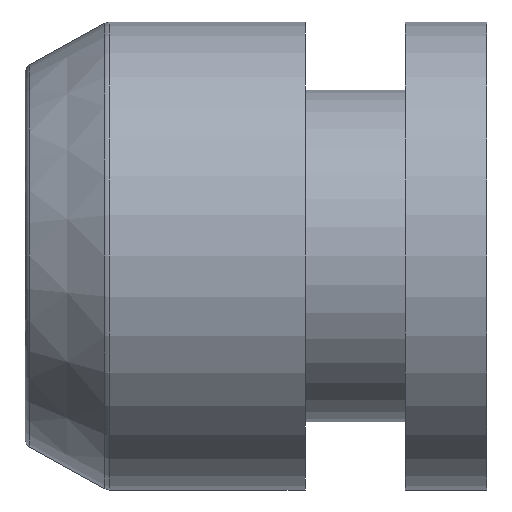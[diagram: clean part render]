
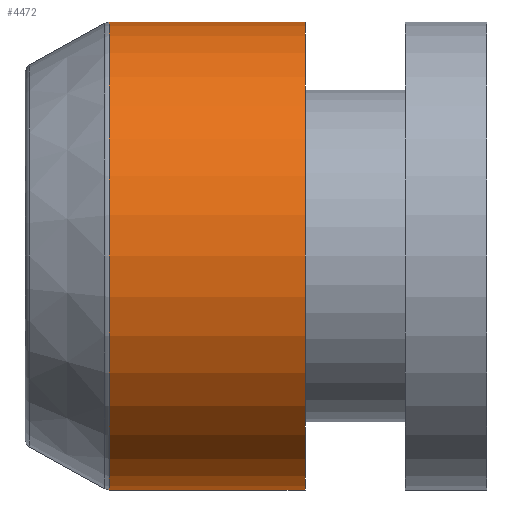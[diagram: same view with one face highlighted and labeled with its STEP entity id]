
A CAD part, left-side view. The second image highlights one B-rep face of the part: STEP entity #4472.
In plain terms, the highlighted cylindrical face has radius 12.877 mm (diameter 25.753 mm), a partial arc.
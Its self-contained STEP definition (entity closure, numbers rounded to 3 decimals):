
#34 = DIRECTION ( 'NONE',  ( 0., 1., 0. ) ) ;
#92 = CARTESIAN_POINT ( 'NONE',  ( -2.828, -13.814, 0. ) ) ;
#332 = CIRCLE ( 'NONE', #3268, 12.877 ) ;
#414 = ORIENTED_EDGE ( 'NONE', *, *, #2937, .F. ) ;
#489 = ORIENTED_EDGE ( 'NONE', *, *, #4708, .F. ) ;
#500 = DIRECTION ( 'NONE',  ( 0., 0., 1. ) ) ;
#699 = LINE ( 'NONE', #4531, #3653 ) ;
#802 = DIRECTION ( 'NONE',  ( 0., 0., 1. ) ) ;
#880 = CARTESIAN_POINT ( 'NONE',  ( -2.828, -13.814, 12.877 ) ) ;
#1076 = VERTEX_POINT ( 'NONE', #1543 ) ;
#1134 = EDGE_LOOP ( 'NONE', ( #489, #4433, #2754, #414 ) ) ;
#1287 = DIRECTION ( 'NONE',  ( 0., 1., 0. ) ) ;
#1389 = AXIS2_PLACEMENT_3D ( 'NONE', #2018, #3206, #802 ) ;
#1543 = CARTESIAN_POINT ( 'NONE',  ( -2.828, 4.457, -12.877 ) ) ;
#1800 = CARTESIAN_POINT ( 'NONE',  ( -2.828, 4.457, 12.877 ) ) ;
#1957 = VERTEX_POINT ( 'NONE', #1800 ) ;
#2018 = CARTESIAN_POINT ( 'NONE',  ( -2.828, 4.457, 0. ) ) ;
#2084 = VERTEX_POINT ( 'NONE', #2118 ) ;
#2088 = DIRECTION ( 'NONE',  ( 0., 1., 0. ) ) ;
#2118 = CARTESIAN_POINT ( 'NONE',  ( -2.828, -6.314, 12.877 ) ) ;
#2440 = CIRCLE ( 'NONE', #1389, 12.877 ) ;
#2587 = CYLINDRICAL_SURFACE ( 'NONE', #4287, 12.877 ) ;
#2754 = ORIENTED_EDGE ( 'NONE', *, *, #3101, .T. ) ;
#2937 = EDGE_CURVE ( 'NONE', #1076, #1957, #2440, .T. ) ;
#2973 = EDGE_CURVE ( 'NONE', #3264, #2084, #332, .T. ) ;
#3063 = LINE ( 'NONE', #880, #5051 ) ;
#3101 = EDGE_CURVE ( 'NONE', #2084, #1957, #3063, .T. ) ;
#3206 = DIRECTION ( 'NONE',  ( 0., 1., 0. ) ) ;
#3264 = VERTEX_POINT ( 'NONE', #4656 ) ;
#3268 = AXIS2_PLACEMENT_3D ( 'NONE', #4091, #2088, #500 ) ;
#3612 = DIRECTION ( 'NONE',  ( 0., 0., 1. ) ) ;
#3653 = VECTOR ( 'NONE', #3797, 1000. ) ;
#3797 = DIRECTION ( 'NONE',  ( 0., 1., 0. ) ) ;
#4091 = CARTESIAN_POINT ( 'NONE',  ( -2.828, -6.314, 0. ) ) ;
#4287 = AXIS2_PLACEMENT_3D ( 'NONE', #92, #34, #3612 ) ;
#4433 = ORIENTED_EDGE ( 'NONE', *, *, #2973, .T. ) ;
#4472 = ADVANCED_FACE ( 'NONE', ( #4527 ), #2587, .T. ) ;
#4527 = FACE_OUTER_BOUND ( 'NONE', #1134, .T. ) ;
#4531 = CARTESIAN_POINT ( 'NONE',  ( -2.828, -13.814, -12.877 ) ) ;
#4656 = CARTESIAN_POINT ( 'NONE',  ( -2.828, -6.314, -12.877 ) ) ;
#4708 = EDGE_CURVE ( 'NONE', #3264, #1076, #699, .T. ) ;
#5051 = VECTOR ( 'NONE', #1287, 1000. ) ;
